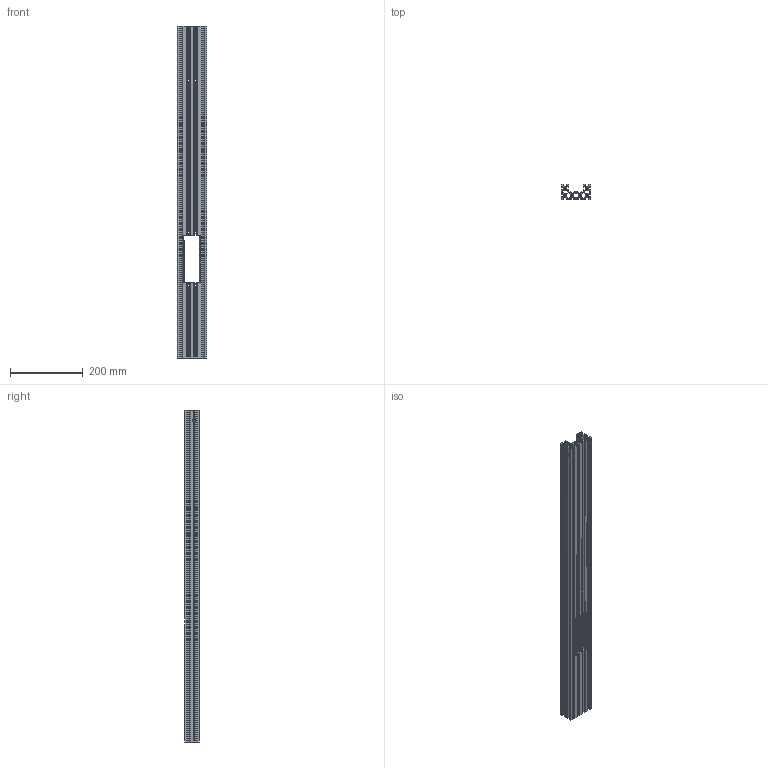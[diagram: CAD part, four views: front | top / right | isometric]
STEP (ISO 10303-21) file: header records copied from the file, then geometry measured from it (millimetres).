
FILE_DESCRIPTION(/* description */ (''),/* implementation_level */ '2;1');
FILE_NAME(/* name */ '1x C-beam 1 v6.step',/* time_stamp */ '2019-04-11T23:55:45-04:00',/* author */ ('racenviperW4DWP'),/* organization */ (''),/* preprocessor_version */ 'ST-DEVELOPER v17.2',/* originating_system */ 'Autodesk Translation Framework v7.6.0.251',/* authorisation */ '');
FILE_SCHEMA (('AUTOMOTIVE_DESIGN { 1 0 10303 214 3 1 1 }'));
Length unit declared in the file: millimetre
Products named in the file (1): 1x C-beam 1
Bounding box: 80 x 40 x 914 mm (x, y, z)
Volume: 690393.3 mm3; surface area: 724771.9 mm2
Topology: 1 solids, 1 shells, 554 faces, 1747 edges, 1167 vertices
Faces by surface type: plane 516, cylinder 38
Full cylindrical faces by diameter (mm): 4.6 x14, 5.496 x1, 5.528 x1, 5.978 x1, 5.993 x1, 6.002 x1, 6.019 x1, 10.006 x2
Entity records: 19853 total; most frequent: CARTESIAN_POINT 4010, ORIENTED_EDGE 3494, DIRECTION 3070, EDGE_CURVE 1747, LINE 1500, VECTOR 1500, VERTEX_POINT 1167, AXIS2_PLACEMENT_3D 785
